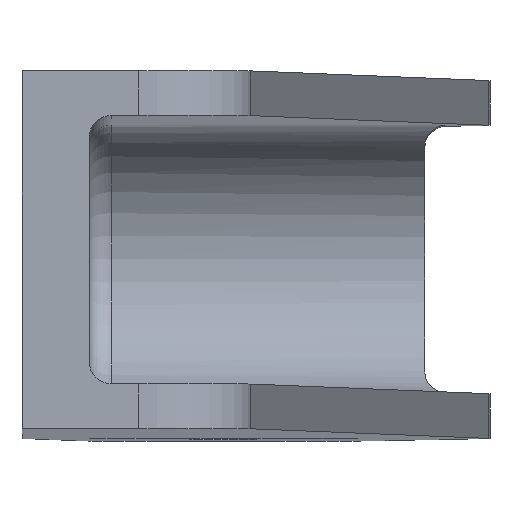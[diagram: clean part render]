
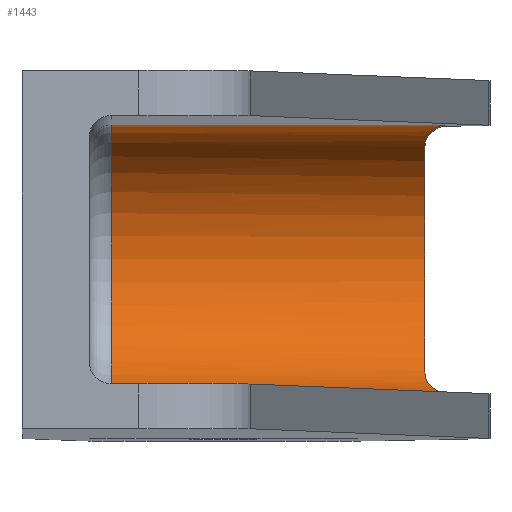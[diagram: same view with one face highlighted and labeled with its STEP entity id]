
A CAD part, top view. The second image highlights one B-rep face of the part: STEP entity #1443.
In plain terms, the highlighted cylindrical face has radius 6 mm (diameter 12 mm), a partial arc.
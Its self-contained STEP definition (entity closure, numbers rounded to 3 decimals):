
#1112=CARTESIAN_POINT('Vertex',(10.,-6.,16.)) ;
#1129=CARTESIAN_POINT('Vertex',(9.,-5.,12.683)) ;
#1133=CARTESIAN_POINT('Control Point',(9.,-5.,12.683)) ;
#1134=CARTESIAN_POINT('Control Point',(9.,-5.406,13.296)) ;
#1135=CARTESIAN_POINT('Control Point',(9.203,-5.715,13.968)) ;
#1136=CARTESIAN_POINT('Control Point',(9.442,-5.902,14.637)) ;
#1137=CARTESIAN_POINT('Control Point',(9.722,-6.,15.319)) ;
#1138=CARTESIAN_POINT('Control Point',(10.,-6.,16.)) ;
#1152=CARTESIAN_POINT('Axis2P3D Location',(9.,0.,16.)) ;
#1156=CARTESIAN_POINT('Vertex',(9.,5.,12.683)) ;
#1199=CARTESIAN_POINT('Vertex',(10.,6.,16.)) ;
#1205=CARTESIAN_POINT('Control Point',(9.,5.,12.683)) ;
#1206=CARTESIAN_POINT('Control Point',(9.,5.406,13.296)) ;
#1207=CARTESIAN_POINT('Control Point',(9.203,5.715,13.968)) ;
#1208=CARTESIAN_POINT('Control Point',(9.442,5.902,14.637)) ;
#1209=CARTESIAN_POINT('Control Point',(9.722,6.,15.319)) ;
#1210=CARTESIAN_POINT('Control Point',(10.,6.,16.)) ;
#1346=CARTESIAN_POINT('Line Origine',(2.5,-6.,16.)) ;
#1350=CARTESIAN_POINT('Vertex',(-5.,-6.,16.)) ;
#1388=CARTESIAN_POINT('Line Origine',(2.5,6.,16.)) ;
#1392=CARTESIAN_POINT('Vertex',(-5.,6.,16.)) ;
#1425=CARTESIAN_POINT('Axis2P3D Location',(11.,0.,16.)) ;
#1430=CARTESIAN_POINT('Axis2P3D Location',(-5.,0.,16.)) ;
#1153=DIRECTION('Axis2P3D Direction',(1.,0.,0.)) ;
#1347=DIRECTION('Vector Direction',(1.,0.,0.)) ;
#1389=DIRECTION('Vector Direction',(1.,0.,0.)) ;
#1426=DIRECTION('Axis2P3D Direction',(1.,0.,0.)) ;
#1427=DIRECTION('Axis2P3D XDirection',(0.,-1.,0.)) ;
#1431=DIRECTION('Axis2P3D Direction',(1.,0.,0.)) ;
#1154=AXIS2_PLACEMENT_3D('Circle Axis2P3D',#1152,#1153,$) ;
#1428=AXIS2_PLACEMENT_3D('Cylinder Axis2P3D',#1425,#1426,#1427) ;
#1432=AXIS2_PLACEMENT_3D('Circle Axis2P3D',#1430,#1431,$) ;
#1436=ORIENTED_EDGE('',*,*,#1434,.T.) ;
#1437=ORIENTED_EDGE('',*,*,#1352,.F.) ;
#1438=ORIENTED_EDGE('',*,*,#1139,.T.) ;
#1439=ORIENTED_EDGE('',*,*,#1158,.T.) ;
#1440=ORIENTED_EDGE('',*,*,#1211,.T.) ;
#1441=ORIENTED_EDGE('',*,*,#1394,.F.) ;
#1348=VECTOR('Line Direction',#1347,1.) ;
#1390=VECTOR('Line Direction',#1389,1.) ;
#1443=ADVANCED_FACE('Corps principal',(#1442),#1429,.F.) ;
#1132=B_SPLINE_CURVE_WITH_KNOTS('',5,(#1133,#1134,#1135,#1136,#1137,#1138),.UNSPECIFIED.,.F.,.U.,(6,6),(0.,5.198),.UNSPECIFIED.) ;
#1204=B_SPLINE_CURVE_WITH_KNOTS('',5,(#1205,#1206,#1207,#1208,#1209,#1210),.UNSPECIFIED.,.F.,.U.,(6,6),(0.,5.198),.UNSPECIFIED.) ;
#1155=CIRCLE('generated circle',#1154,6.) ;
#1433=CIRCLE('generated circle',#1432,6.) ;
#1429=CYLINDRICAL_SURFACE('generated cylinder',#1428,6.) ;
#1139=EDGE_CURVE('',#1113,#1130,#1132,.F.) ;
#1158=EDGE_CURVE('',#1130,#1157,#1155,.T.) ;
#1211=EDGE_CURVE('',#1157,#1200,#1204,.T.) ;
#1352=EDGE_CURVE('',#1113,#1351,#1349,.F.) ;
#1394=EDGE_CURVE('',#1393,#1200,#1391,.T.) ;
#1434=EDGE_CURVE('',#1393,#1351,#1433,.F.) ;
#1435=EDGE_LOOP('',(#1436,#1437,#1438,#1439,#1440,#1441)) ;
#1442=FACE_OUTER_BOUND('',#1435,.T.) ;
#1349=LINE('Line',#1346,#1348) ;
#1391=LINE('Line',#1388,#1390) ;
#1113=VERTEX_POINT('',#1112) ;
#1130=VERTEX_POINT('',#1129) ;
#1157=VERTEX_POINT('',#1156) ;
#1200=VERTEX_POINT('',#1199) ;
#1351=VERTEX_POINT('',#1350) ;
#1393=VERTEX_POINT('',#1392) ;
